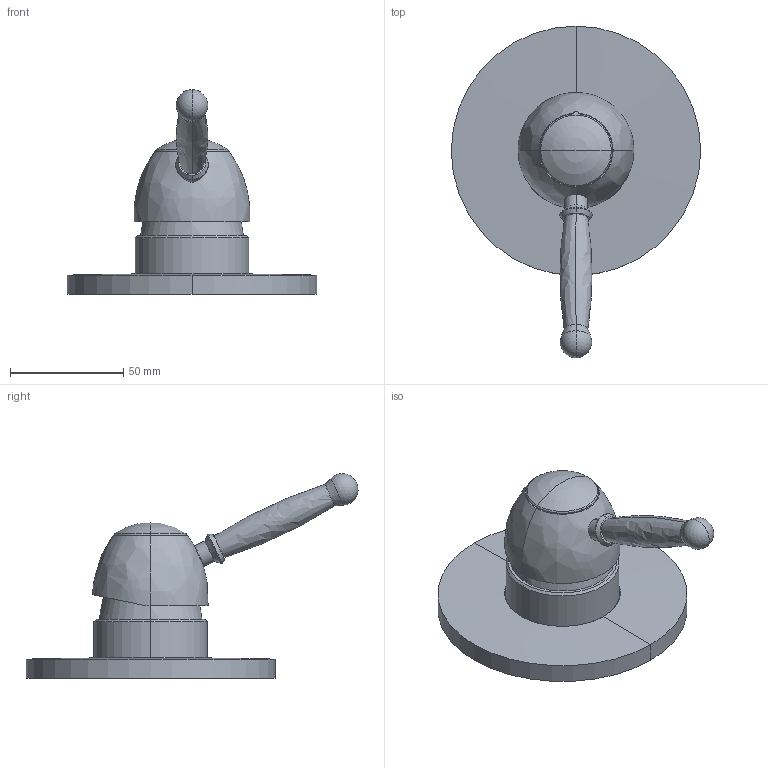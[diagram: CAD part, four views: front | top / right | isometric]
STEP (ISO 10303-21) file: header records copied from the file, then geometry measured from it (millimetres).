
FILE_DESCRIPTION((''),'2;1');
FILE_NAME('GI011CR','2021-11-10T15:27:29',('ut3'),('PAFFONI SpA'),'CREO PARAMETRIC BY PTC INC, 2020044','CREO PARAMETRIC BY PTC INC, 2020044','');
FILE_SCHEMA(('CONFIG_CONTROL_DESIGN','SHAPE_APPEARANCE_LAYERS_GROUPS'));
Length unit declared in the file: millimetre
Products named in the file (1): GI011CR
Bounding box: 110 x 146.5 x 90.34 mm (x, y, z)
Volume: 125851.3 mm3; surface area: 62676.2 mm2
Topology: 1 solids, 1 shells, 117 faces, 264 edges, 161 vertices
Faces by surface type: cylinder 40, plane 35, cone 24, bspline 8, torus 6, sphere 4
Entity records: 4524 total; most frequent: CARTESIAN_POINT 1008, DIRECTION 602, ORIENTED_EDGE 516, EDGE_CURVE 258, AXIS2_PLACEMENT_3D 257, VERTEX_POINT 161, CIRCLE 148, EDGE_LOOP 135
